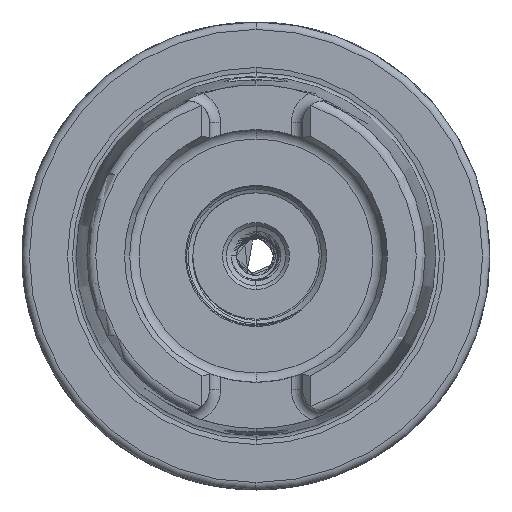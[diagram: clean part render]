
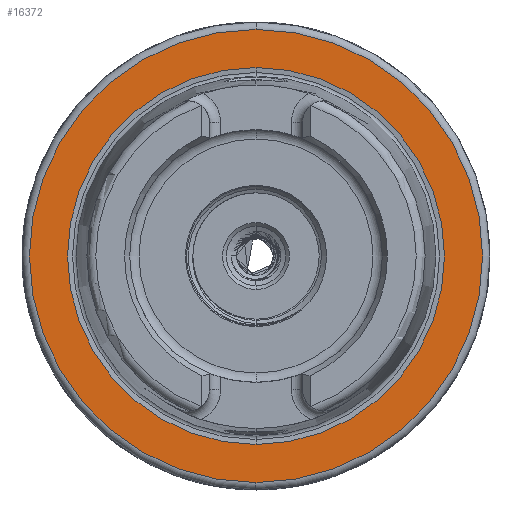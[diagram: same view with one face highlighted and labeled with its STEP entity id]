
A CAD part, left-side view. The second image highlights one B-rep face of the part: STEP entity #16372.
In plain terms, the highlighted planar face has unit normal (-1, 0, 0).
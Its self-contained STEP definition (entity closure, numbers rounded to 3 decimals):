
#1980 = AXIS2_PLACEMENT_3D ( 'NONE', #26531, #26532, #26533 ) ;
#3805 = AXIS2_PLACEMENT_3D ( 'NONE', #27975, #27976, #27977 ) ;
#3806 = AXIS2_PLACEMENT_3D ( 'NONE', #27972, #27973, #27974 ) ;
#5608 = EDGE_LOOP ( 'NONE', ( #5704, #5705 ) ) ;
#5609 = EDGE_LOOP ( 'NONE', ( #5707, #5706 ) ) ;
#5704 = ORIENTED_EDGE ( 'NONE', *, *, #16671, .T. ) ;
#5705 = ORIENTED_EDGE ( 'NONE', *, *, #22099, .T. ) ;
#5706 = ORIENTED_EDGE ( 'NONE', *, *, #22098, .T. ) ;
#5707 = ORIENTED_EDGE ( 'NONE', *, *, #16376, .T. ) ;
#6284 = FACE_OUTER_BOUND ( 'NONE', #5608, .T. ) ;
#6287 = FACE_BOUND ( 'NONE', #5609, .T. ) ;
#6288 = AXIS2_PLACEMENT_3D ( 'NONE', #16299, #16300, #16301 ) ;
#6289 = AXIS2_PLACEMENT_3D ( 'NONE', #16287, #16288, #16289 ) ;
#8914 = CIRCLE ( 'NONE', #3806, 25.369 ) ;
#8915 = CIRCLE ( 'NONE', #3805, 30.5 ) ;
#10731 = VERTEX_POINT ( 'NONE', #11767 ) ;
#10732 = VERTEX_POINT ( 'NONE', #11768 ) ;
#10739 = VERTEX_POINT ( 'NONE', #11775 ) ;
#10740 = VERTEX_POINT ( 'NONE', #11776 ) ;
#11284 = CIRCLE ( 'NONE', #6288, 25.369 ) ;
#11440 = CIRCLE ( 'NONE', #1980, 30.5 ) ;
#11767 = CARTESIAN_POINT ( 'NONE',  ( 0., 0., -30.5 ) ) ;
#11768 = CARTESIAN_POINT ( 'NONE',  ( 0., 0., 30.5 ) ) ;
#11775 = CARTESIAN_POINT ( 'NONE',  ( 0., 0., -25.369 ) ) ;
#11776 = CARTESIAN_POINT ( 'NONE',  ( 0., 0., 25.369 ) ) ;
#16286 = PLANE ( 'NONE',  #6289 ) ;
#16287 = CARTESIAN_POINT ( 'NONE',  ( 0., 25.369, 0. ) ) ;
#16288 = DIRECTION ( 'NONE',  ( -1., 0., 0. ) ) ;
#16289 = DIRECTION ( 'NONE',  ( 0., 0., 1. ) ) ;
#16299 = CARTESIAN_POINT ( 'NONE',  ( 0., 0., 0. ) ) ;
#16300 = DIRECTION ( 'NONE',  ( 1., 0., 0. ) ) ;
#16301 = DIRECTION ( 'NONE',  ( 0., 0., -1. ) ) ;
#16372 = ADVANCED_FACE ( 'NONE', ( #6284, #6287 ), #16286, .T. ) ;
#16376 = EDGE_CURVE ( 'NONE', #10740, #10739, #11284, .T. ) ;
#16671 = EDGE_CURVE ( 'NONE', #10732, #10731, #11440, .T. ) ;
#22098 = EDGE_CURVE ( 'NONE', #10739, #10740, #8914, .T. ) ;
#22099 = EDGE_CURVE ( 'NONE', #10731, #10732, #8915, .T. ) ;
#26531 = CARTESIAN_POINT ( 'NONE',  ( 0., 0., 0. ) ) ;
#26532 = DIRECTION ( 'NONE',  ( -1., 0., 0. ) ) ;
#26533 = DIRECTION ( 'NONE',  ( 0., 0., 1. ) ) ;
#27972 = CARTESIAN_POINT ( 'NONE',  ( 0., 0., 0. ) ) ;
#27973 = DIRECTION ( 'NONE',  ( 1., 0., 0. ) ) ;
#27974 = DIRECTION ( 'NONE',  ( 0., 0., -1. ) ) ;
#27975 = CARTESIAN_POINT ( 'NONE',  ( 0., 0., 0. ) ) ;
#27976 = DIRECTION ( 'NONE',  ( -1., 0., 0. ) ) ;
#27977 = DIRECTION ( 'NONE',  ( 0., 0., 1. ) ) ;
